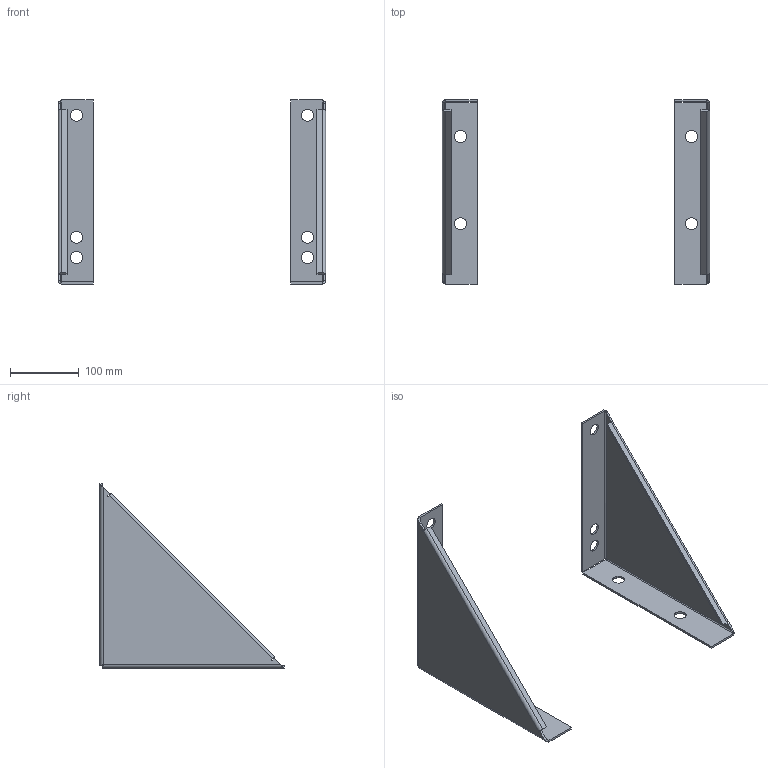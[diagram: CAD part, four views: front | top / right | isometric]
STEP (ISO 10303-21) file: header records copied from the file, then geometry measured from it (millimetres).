
FILE_DESCRIPTION (( 'STEP AP214' ), '1' );
FILE_NAME ('PL79911.STEP', '2016-04-18T20:59:52', ( '' ), ( '' ), 'SwSTEP 2.0', 'SolidWorks 2015', '' );
FILE_SCHEMA (( 'AUTOMOTIVE_DESIGN' ));
Length unit declared in the file: inch
Products named in the file (3): PL79911; PL79911_1; PL79911_2
Assembly tree (2 placements, depth 2):
  PL79911
    PL79911_1
    PL79911_2
Bounding box: 389.73 x 268.22 x 268.22 mm (x, y, z)
Volume: 381895.7 mm3; surface area: 260029.9 mm2
Topology: 2 solids, 2 shells, 88 faces, 220 edges, 136 vertices
Faces by surface type: plane 42, cylinder 38, bspline 8
Entity records: 4368 total; most frequent: CARTESIAN_POINT 977, ORIENTED_EDGE 440, DIRECTION 434, EDGE_CURVE 220, AXIS2_PLACEMENT_3D 145, LINE 144, VECTOR 144, VERTEX_POINT 136
